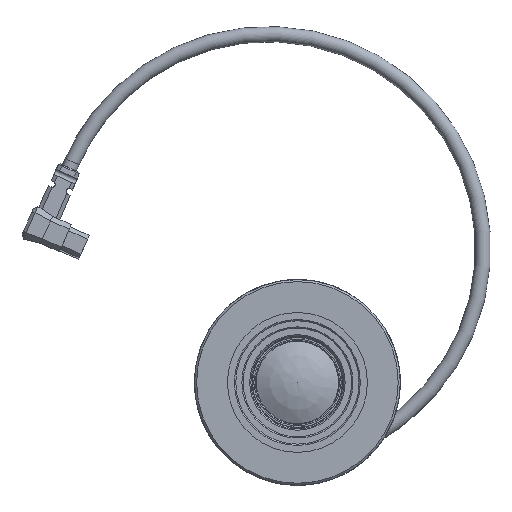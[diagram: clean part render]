
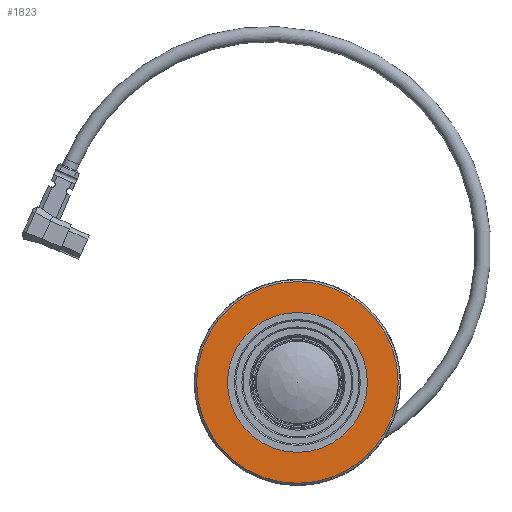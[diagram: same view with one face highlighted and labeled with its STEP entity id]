
A CAD part, left-side view. The second image highlights one B-rep face of the part: STEP entity #1823.
In plain terms, the highlighted planar face has unit normal (-1, 0, 0).
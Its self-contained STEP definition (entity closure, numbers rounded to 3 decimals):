
#1823=ADVANCED_FACE('BCT_REF_132402',(#3049,#3050),#2368,.F.);
#2368=PLANE('',#13165);
#2764=CIRCLE('',#13162,24.5);
#2765=CIRCLE('',#13164,15.7);
#3049=FACE_BOUND('',#3650,.T.);
#3050=FACE_BOUND('',#3651,.T.);
#3650=EDGE_LOOP('',(#5312));
#3651=EDGE_LOOP('',(#5313));
#5312=ORIENTED_EDGE('',*,*,#10029,.F.);
#5313=ORIENTED_EDGE('',*,*,#10028,.T.);
#8381=VERTEX_POINT('',#17941);
#8382=VERTEX_POINT('',#17944);
#10028=EDGE_CURVE('',#8381,#8381,#2764,.T.);
#10029=EDGE_CURVE('BCT_REF_125861',#8382,#8382,#2765,.T.);
#13162=AXIS2_PLACEMENT_3D('',#17940,#14878,#14879);
#13164=AXIS2_PLACEMENT_3D('',#17943,#14882,#14883);
#13165=AXIS2_PLACEMENT_3D('',#17945,#14884,#14885);
#14878=DIRECTION('',(-1.,0.,0.));
#14879=DIRECTION('',(0.,-0.866,0.5));
#14882=DIRECTION('',(-1.,0.,0.));
#14883=DIRECTION('',(0.,-0.866,0.5));
#14884=DIRECTION('',(1.,0.,0.));
#14885=DIRECTION('',(0.,0.866,-0.5));
#17940=CARTESIAN_POINT('',(-14.303,0.,0.));
#17941=CARTESIAN_POINT('',(-14.303,-21.218,12.25));
#17943=CARTESIAN_POINT('',(-14.303,0.,0.));
#17944=CARTESIAN_POINT('',(-14.303,-13.597,7.85));
#17945=CARTESIAN_POINT('',(-14.303,12.25,21.218));
